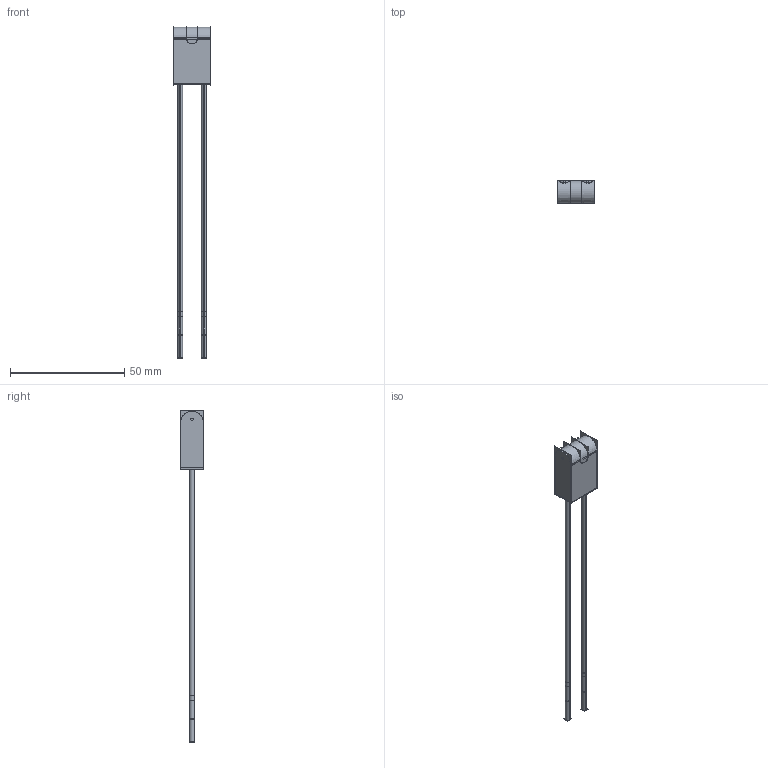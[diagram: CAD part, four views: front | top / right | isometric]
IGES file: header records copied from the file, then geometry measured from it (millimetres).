
Start section:  PTC IGES file: 166424.igs
Global section: file name: 166424.igs; native system: Creo Parametric by Parametric Technology Corporation; preprocessor: 2013230; author: pdmadmin; organization: Unknown; date: 20160105.130847; units: millimetre
Bounding box: 16.64 x 10.41 x 145.59 mm (x, y, z)
Volume: 3436.3 mm3; surface area: 24173.2 mm2
Topology: 5 solids, 9 shells, 180 faces, 988 edges, 1300 vertices
Faces by surface type: revolution 104, bspline 76
